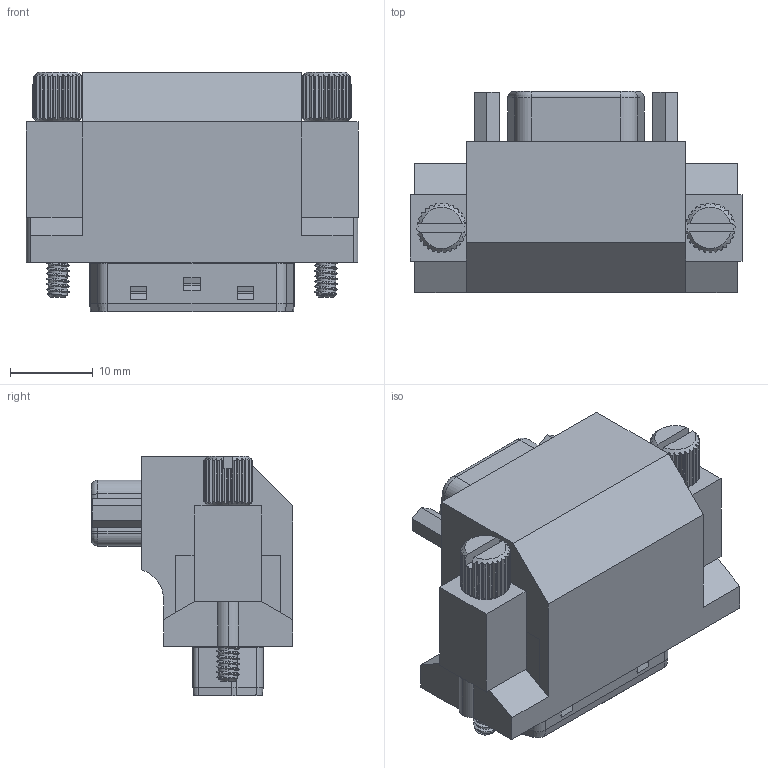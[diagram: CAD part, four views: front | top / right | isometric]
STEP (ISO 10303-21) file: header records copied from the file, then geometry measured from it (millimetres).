
FILE_DESCRIPTION (( 'STEP AP214' ), '1' );
FILE_NAME ('VIC00003.STEP', '2019-07-19T11:49:02', ( '' ), ( '' ), 'SwSTEP 2.0', 'SolidWorks 2018', '' );
FILE_SCHEMA (( 'AUTOMOTIVE_DESIGN' ));
Length unit declared in the file: inch
Products named in the file (5): VIC00003-002___; VIC00003-003; VIC00003-004; VIC00003-001_FLIP LOGO 180ø; VIC00003
Assembly tree (5 placements, depth 2):
  VIC00003
    VIC00003-001_FLIP LOGO 180ø
    VIC00003-002___
    VIC00003-003
    VIC00003-004  x2
Bounding box: 40.17 x 24.32 x 28.95 mm (x, y, z)
Volume: 10628.4 mm3; surface area: 11994.2 mm2
Topology: 7 solids, 7 shells, 1708 faces, 4346 edges, 2780 vertices
Faces by surface type: plane 1033, cylinder 410, bspline 198, cone 37, torus 30
Entity records: 62779 total; most frequent: CARTESIAN_POINT 17704, ORIENTED_EDGE 7772, DIRECTION 6709, EDGE_CURVE 3886, VECTOR 2781, LINE 2781, VERTEX_POINT 2475, AXIS2_PLACEMENT_3D 1964
